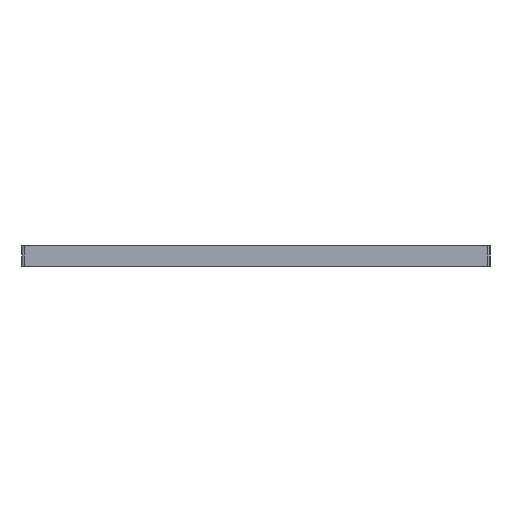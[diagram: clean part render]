
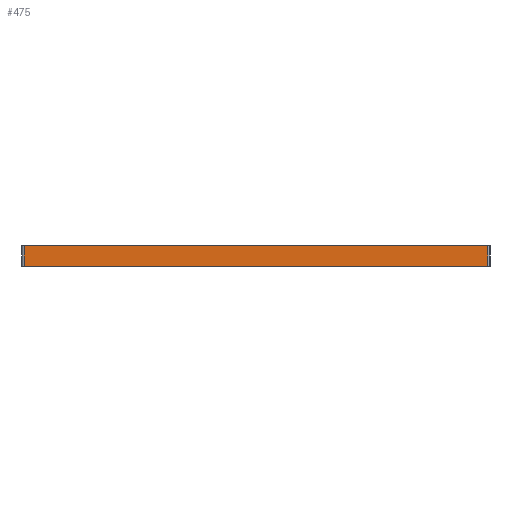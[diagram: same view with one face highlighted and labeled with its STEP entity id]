
A CAD part, left-side view. The second image highlights one B-rep face of the part: STEP entity #475.
In plain terms, the highlighted planar face has unit normal (-1, 0, 0).
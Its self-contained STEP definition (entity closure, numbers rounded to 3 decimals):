
#61 = EDGE_CURVE('',#62,#64,#66,.T.);
#62 = VERTEX_POINT('',#63);
#63 = CARTESIAN_POINT('',(0.,1.,0.));
#64 = VERTEX_POINT('',#65);
#65 = CARTESIAN_POINT('',(0.,1.,-10.));
#66 = LINE('',#67,#68);
#67 = CARTESIAN_POINT('',(0.,1.,0.));
#68 = VECTOR('',#69,1.);
#69 = DIRECTION('',(-0.,-0.,-1.));
#155 = VERTEX_POINT('',#156);
#156 = CARTESIAN_POINT('',(0.,228.5,0.));
#163 = EDGE_CURVE('',#155,#62,#164,.T.);
#164 = LINE('',#165,#166);
#165 = CARTESIAN_POINT('',(0.,228.5,0.));
#166 = VECTOR('',#167,1.);
#167 = DIRECTION('',(0.,-1.,0.));
#276 = VERTEX_POINT('',#277);
#277 = CARTESIAN_POINT('',(0.,228.5,-10.));
#284 = EDGE_CURVE('',#276,#64,#285,.T.);
#285 = LINE('',#286,#287);
#286 = CARTESIAN_POINT('',(0.,228.5,-10.));
#287 = VECTOR('',#288,1.);
#288 = DIRECTION('',(0.,-1.,0.));
#475 = ADVANCED_FACE('',(#476),#487,.T.);
#476 = FACE_BOUND('',#477,.T.);
#477 = EDGE_LOOP('',(#478,#484,#485,#486));
#478 = ORIENTED_EDGE('',*,*,#479,.T.);
#479 = EDGE_CURVE('',#155,#276,#480,.T.);
#480 = LINE('',#481,#482);
#481 = CARTESIAN_POINT('',(0.,228.5,0.));
#482 = VECTOR('',#483,1.);
#483 = DIRECTION('',(-0.,-0.,-1.));
#484 = ORIENTED_EDGE('',*,*,#284,.T.);
#485 = ORIENTED_EDGE('',*,*,#61,.F.);
#486 = ORIENTED_EDGE('',*,*,#163,.F.);
#487 = PLANE('',#488);
#488 = AXIS2_PLACEMENT_3D('',#489,#490,#491);
#489 = CARTESIAN_POINT('',(0.,228.5,0.));
#490 = DIRECTION('',(-1.,0.,0.));
#491 = DIRECTION('',(0.,-1.,0.));
